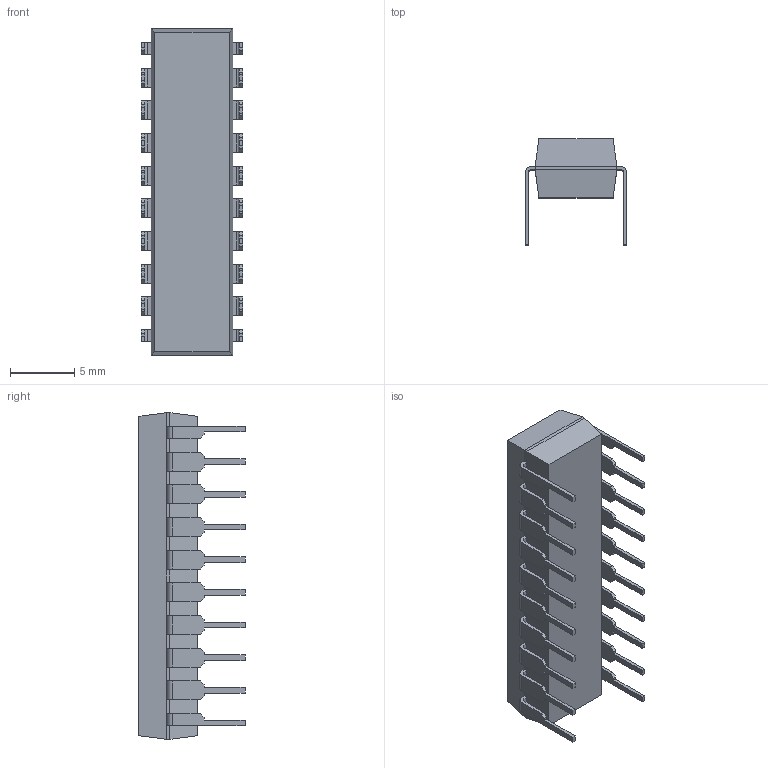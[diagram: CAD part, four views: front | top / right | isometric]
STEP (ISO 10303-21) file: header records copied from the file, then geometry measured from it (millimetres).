
FILE_DESCRIPTION (( 'STEP AP214' ), '1' );
FILE_NAME ('MSP430G2553IN20.STEP', '2022-02-26T00:31:56', ( '' ), ( '' ), 'SwSTEP 2.0', 'SolidWorks 2017', '' );
FILE_SCHEMA (( 'AUTOMOTIVE_DESIGN' ));
Length unit declared in the file: inch
Products named in the file (1): MSP430G2553IN20
Bounding box: 7.87 x 8.26 x 25.4 mm (x, y, z)
Volume: 726.9 mm3; surface area: 888.8 mm2
Topology: 21 solids, 21 shells, 326 faces, 844 edges, 560 vertices
Faces by surface type: plane 285, cylinder 41
Entity records: 10066 total; most frequent: CARTESIAN_POINT 1731, ORIENTED_EDGE 1688, DIRECTION 1580, EDGE_CURVE 844, LINE 762, VECTOR 762, VERTEX_POINT 560, AXIS2_PLACEMENT_3D 409
